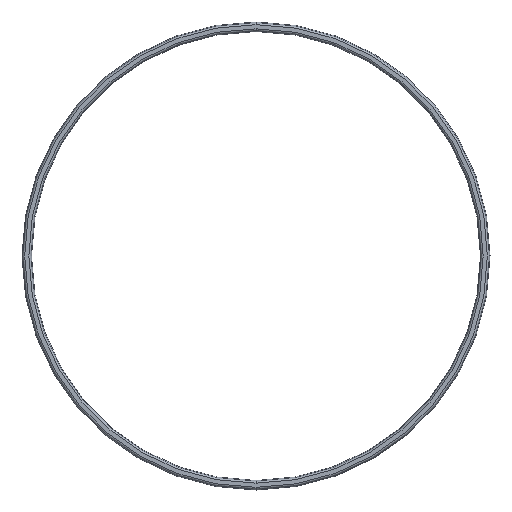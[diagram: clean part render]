
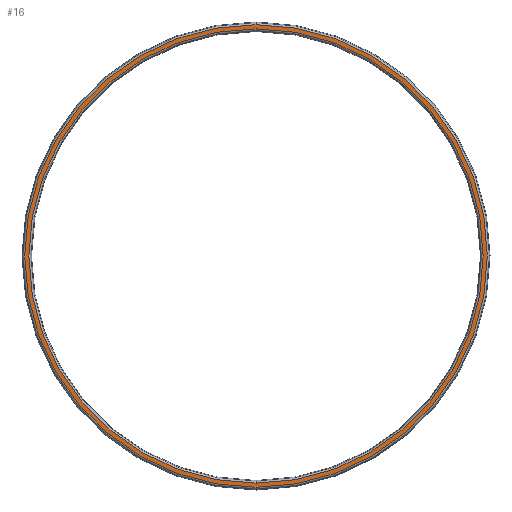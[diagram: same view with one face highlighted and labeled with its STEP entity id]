
A CAD part, front view. The second image highlights one B-rep face of the part: STEP entity #16.
In plain terms, the highlighted planar face has unit normal (0, -1, 0).
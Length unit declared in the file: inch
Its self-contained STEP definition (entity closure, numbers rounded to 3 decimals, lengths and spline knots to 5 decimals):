
#16 = ADVANCED_FACE ( 'NONE', ( #608, #147 ), #358, .T. ) ;
#28 = CARTESIAN_POINT ( 'NONE',  ( 7.5, -0.25, -7.56801 ) ) ;
#36 = DIRECTION ( 'NONE',  ( 0., -1., 0. ) ) ;
#59 = DIRECTION ( 'NONE',  ( 0., 0., -1. ) ) ;
#68 = DIRECTION ( 'NONE',  ( 0., 1., 0. ) ) ;
#94 = VERTEX_POINT ( 'NONE', #156 ) ;
#101 = EDGE_CURVE ( 'NONE', #452, #220, #271, .T. ) ;
#114 = AXIS2_PLACEMENT_3D ( 'NONE', #512, #569, #59 ) ;
#128 = AXIS2_PLACEMENT_3D ( 'NONE', #355, #308, #613 ) ;
#132 = EDGE_CURVE ( 'NONE', #442, #94, #485, .T. ) ;
#144 = ORIENTED_EDGE ( 'NONE', *, *, #132, .T. ) ;
#147 = FACE_BOUND ( 'NONE', #194, .T. ) ;
#156 = CARTESIAN_POINT ( 'NONE',  ( 7.5, -0.25, -7.43199 ) ) ;
#178 = ORIENTED_EDGE ( 'NONE', *, *, #257, .T. ) ;
#194 = EDGE_LOOP ( 'NONE', ( #345, #144 ) ) ;
#216 = AXIS2_PLACEMENT_3D ( 'NONE', #492, #36, #333 ) ;
#220 = VERTEX_POINT ( 'NONE', #28 ) ;
#223 = DIRECTION ( 'NONE',  ( 0., 0., -1. ) ) ;
#257 = EDGE_CURVE ( 'NONE', #220, #452, #611, .T. ) ;
#259 = CARTESIAN_POINT ( 'NONE',  ( 7.5, -0.25, 7.43199 ) ) ;
#264 = CARTESIAN_POINT ( 'NONE',  ( 7.5, -0.25, 0. ) ) ;
#271 = CIRCLE ( 'NONE', #296, 7.56801 ) ;
#296 = AXIS2_PLACEMENT_3D ( 'NONE', #264, #321, #223 ) ;
#308 = DIRECTION ( 'NONE',  ( 0., -1., 0. ) ) ;
#321 = DIRECTION ( 'NONE',  ( 0., -1., 0. ) ) ;
#333 = DIRECTION ( 'NONE',  ( 0., 0., -1. ) ) ;
#345 = ORIENTED_EDGE ( 'NONE', *, *, #506, .T. ) ;
#355 = CARTESIAN_POINT ( 'NONE',  ( -0.10938, -0.25, 0. ) ) ;
#358 = PLANE ( 'NONE',  #128 ) ;
#365 = DIRECTION ( 'NONE',  ( 0., 0., -1. ) ) ;
#426 = CARTESIAN_POINT ( 'NONE',  ( 7.5, -0.25, 0. ) ) ;
#442 = VERTEX_POINT ( 'NONE', #259 ) ;
#452 = VERTEX_POINT ( 'NONE', #462 ) ;
#462 = CARTESIAN_POINT ( 'NONE',  ( 7.5, -0.25, 7.56801 ) ) ;
#485 = CIRCLE ( 'NONE', #593, 7.43199 ) ;
#492 = CARTESIAN_POINT ( 'NONE',  ( 7.5, -0.25, 0. ) ) ;
#495 = ORIENTED_EDGE ( 'NONE', *, *, #101, .T. ) ;
#506 = EDGE_CURVE ( 'NONE', #94, #442, #592, .T. ) ;
#512 = CARTESIAN_POINT ( 'NONE',  ( 7.5, -0.25, 0. ) ) ;
#569 = DIRECTION ( 'NONE',  ( 0., 1., 0. ) ) ;
#592 = CIRCLE ( 'NONE', #114, 7.43199 ) ;
#593 = AXIS2_PLACEMENT_3D ( 'NONE', #426, #68, #365 ) ;
#608 = FACE_OUTER_BOUND ( 'NONE', #630, .T. ) ;
#611 = CIRCLE ( 'NONE', #216, 7.56801 ) ;
#613 = DIRECTION ( 'NONE',  ( 0., 0., -1. ) ) ;
#630 = EDGE_LOOP ( 'NONE', ( #178, #495 ) ) ;
